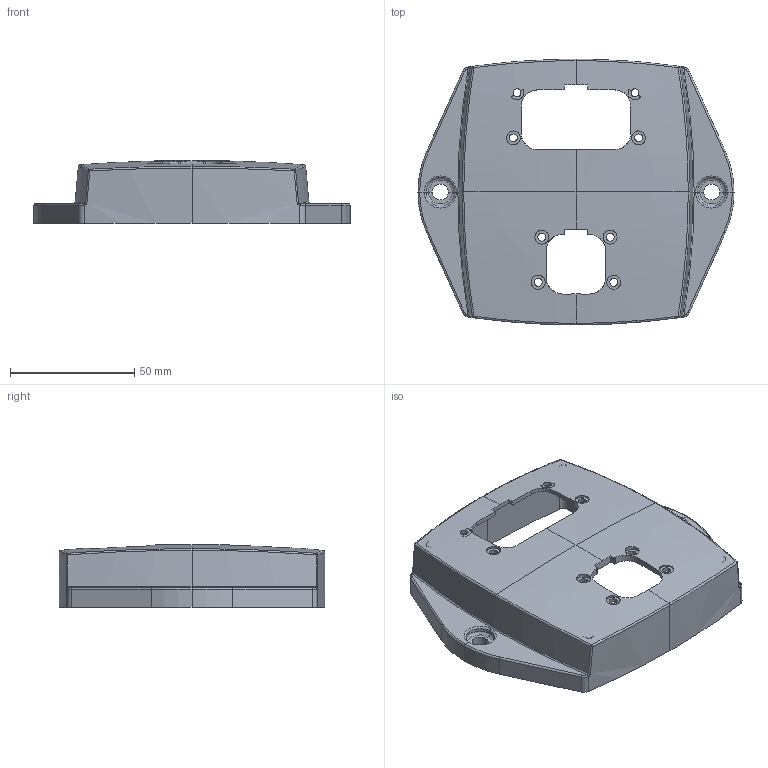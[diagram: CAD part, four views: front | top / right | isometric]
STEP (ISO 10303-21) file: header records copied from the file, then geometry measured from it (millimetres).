
FILE_DESCRIPTION(('FreeCAD Model'),'2;1');
FILE_NAME('enclosure_top.step', '2018-06-29T19:07:16',('Author'),(''), 'Open CASCADE STEP processor 6.8','FreeCAD','Unknown');
FILE_SCHEMA(('AUTOMOTIVE_DESIGN_CC2 { 1 2 10303 214 -1 1 5 4 }'));
Length unit declared in the file: millimetre
Products named in the file (2): ASSEMBLY; Cut003
Assembly tree (1 placements, depth 2):
  ASSEMBLY
    Cut003
Bounding box: 127 x 106.75 x 25.29 mm (x, y, z)
Volume: 57400.1 mm3; surface area: 37689.9 mm2
Topology: 1 solids, 1 shells, 222 faces, 531 edges, 303 vertices
Faces by surface type: cylinder 85, plane 65, torus 40, bspline 24, cone 4, sphere 4
Full cylindrical faces by diameter (mm): 2.2 x4, 3.2 x8, 5.6 x6
Entity records: 11077 total; most frequent: CARTESIAN_POINT 6087, DIRECTION 1071, ORIENTED_EDGE 1038, EDGE_CURVE 519, AXIS2_PLACEMENT_3D 442, VERTEX_POINT 303, FACE_BOUND 250, EDGE_LOOP 250
